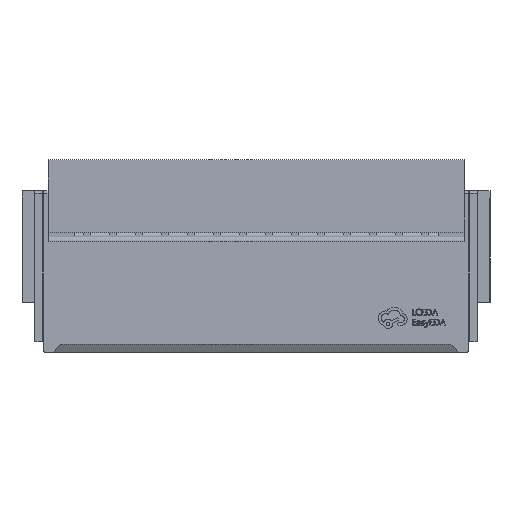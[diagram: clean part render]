
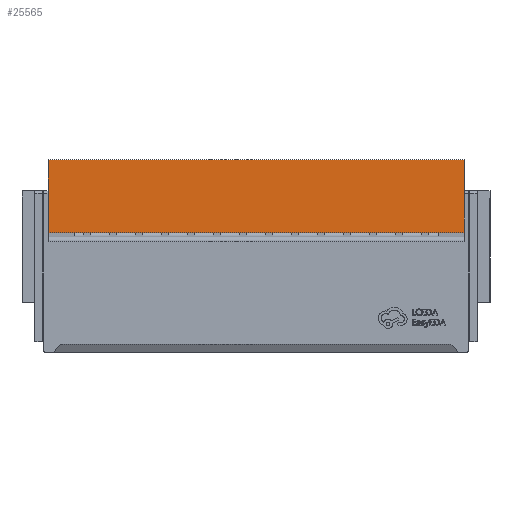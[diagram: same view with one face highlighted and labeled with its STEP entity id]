
A CAD part, top view. The second image highlights one B-rep face of the part: STEP entity #25565.
In plain terms, the highlighted planar face has unit normal (0, 0, 1).
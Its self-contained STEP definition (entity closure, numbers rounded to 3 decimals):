
#593 = LINE ( 'NONE', #10764, #33095 ) ;
#2131 = DIRECTION ( 'NONE',  ( 0., 1., 0. ) ) ;
#2517 = DIRECTION ( 'NONE',  ( 0., 1., 0. ) ) ;
#2590 = VERTEX_POINT ( 'NONE', #25054 ) ;
#2796 = LINE ( 'NONE', #23773, #8413 ) ;
#2917 = CARTESIAN_POINT ( 'NONE',  ( -5.548, 1.85, 0.97 ) ) ;
#3003 = CARTESIAN_POINT ( 'NONE',  ( -4., 1.47, 0.97 ) ) ;
#3010 = EDGE_CURVE ( 'NONE', #28558, #12304, #5514, .T. ) ;
#3854 = CARTESIAN_POINT ( 'NONE',  ( -4., 0.45, 0.97 ) ) ;
#4422 = CARTESIAN_POINT ( 'NONE',  ( -2.5, 1.85, 0.97 ) ) ;
#5514 = LINE ( 'NONE', #15998, #27874 ) ;
#8413 = VECTOR ( 'NONE', #2131, 1000. ) ;
#9432 = PLANE ( 'NONE',  #24123 ) ;
#10564 = CARTESIAN_POINT ( 'NONE',  ( -4., 1.246, 0.97 ) ) ;
#10764 = CARTESIAN_POINT ( 'NONE',  ( 4., 1.5, 0.97 ) ) ;
#12087 = CARTESIAN_POINT ( 'NONE',  ( 4., 0.45, 0.97 ) ) ;
#12204 = ORIENTED_EDGE ( 'NONE', *, *, #17669, .F. ) ;
#12304 = VERTEX_POINT ( 'NONE', #12087 ) ;
#13313 = ORIENTED_EDGE ( 'NONE', *, *, #20434, .T. ) ;
#14123 = EDGE_CURVE ( 'NONE', #12304, #21721, #2796, .T. ) ;
#14729 = DIRECTION ( 'NONE',  ( 1., 0., 0. ) ) ;
#15380 = EDGE_CURVE ( 'NONE', #26770, #28558, #22530, .T. ) ;
#15998 = CARTESIAN_POINT ( 'NONE',  ( -5.548, 0.45, 0.97 ) ) ;
#17341 = CARTESIAN_POINT ( 'NONE',  ( -4., 1.47, 0.97 ) ) ;
#17669 = EDGE_CURVE ( 'NONE', #2590, #33616, #18723, .T. ) ;
#18097 = EDGE_CURVE ( 'NONE', #21721, #33616, #593, .T. ) ;
#18234 = CARTESIAN_POINT ( 'NONE',  ( 4., 1.85, 0.97 ) ) ;
#18723 = LINE ( 'NONE', #2917, #32484 ) ;
#18992 = DIRECTION ( 'NONE',  ( 0., -1., 0. ) ) ;
#19589 = EDGE_LOOP ( 'NONE', ( #20142, #20746, #12204, #13313, #24014, #27689 ) ) ;
#20142 = ORIENTED_EDGE ( 'NONE', *, *, #14123, .T. ) ;
#20434 = EDGE_CURVE ( 'NONE', #2590, #26770, #26564, .T. ) ;
#20746 = ORIENTED_EDGE ( 'NONE', *, *, #18097, .T. ) ;
#21676 = DIRECTION ( 'NONE',  ( 1., 0., 0. ) ) ;
#21721 = VERTEX_POINT ( 'NONE', #27718 ) ;
#22530 = LINE ( 'NONE', #17341, #24462 ) ;
#23773 = CARTESIAN_POINT ( 'NONE',  ( 4., 1.5, 0.97 ) ) ;
#23936 = DIRECTION ( 'NONE',  ( 1., 0., 0. ) ) ;
#24014 = ORIENTED_EDGE ( 'NONE', *, *, #15380, .T. ) ;
#24123 = AXIS2_PLACEMENT_3D ( 'NONE', #4422, #27798, #14729 ) ;
#24462 = VECTOR ( 'NONE', #32965, 1000. ) ;
#25054 = CARTESIAN_POINT ( 'NONE',  ( -4., 1.85, 0.97 ) ) ;
#25565 = ADVANCED_FACE ( 'NONE', ( #30338 ), #9432, .T. ) ;
#26564 = LINE ( 'NONE', #3003, #30383 ) ;
#26770 = VERTEX_POINT ( 'NONE', #10564 ) ;
#27689 = ORIENTED_EDGE ( 'NONE', *, *, #3010, .T. ) ;
#27718 = CARTESIAN_POINT ( 'NONE',  ( 4., 1.246, 0.97 ) ) ;
#27798 = DIRECTION ( 'NONE',  ( 0., 0., 1. ) ) ;
#27874 = VECTOR ( 'NONE', #23936, 1000. ) ;
#28558 = VERTEX_POINT ( 'NONE', #3854 ) ;
#30338 = FACE_OUTER_BOUND ( 'NONE', #19589, .T. ) ;
#30383 = VECTOR ( 'NONE', #18992, 1000. ) ;
#32484 = VECTOR ( 'NONE', #21676, 1000. ) ;
#32965 = DIRECTION ( 'NONE',  ( 0., -1., 0. ) ) ;
#33095 = VECTOR ( 'NONE', #2517, 1000. ) ;
#33616 = VERTEX_POINT ( 'NONE', #18234 ) ;
